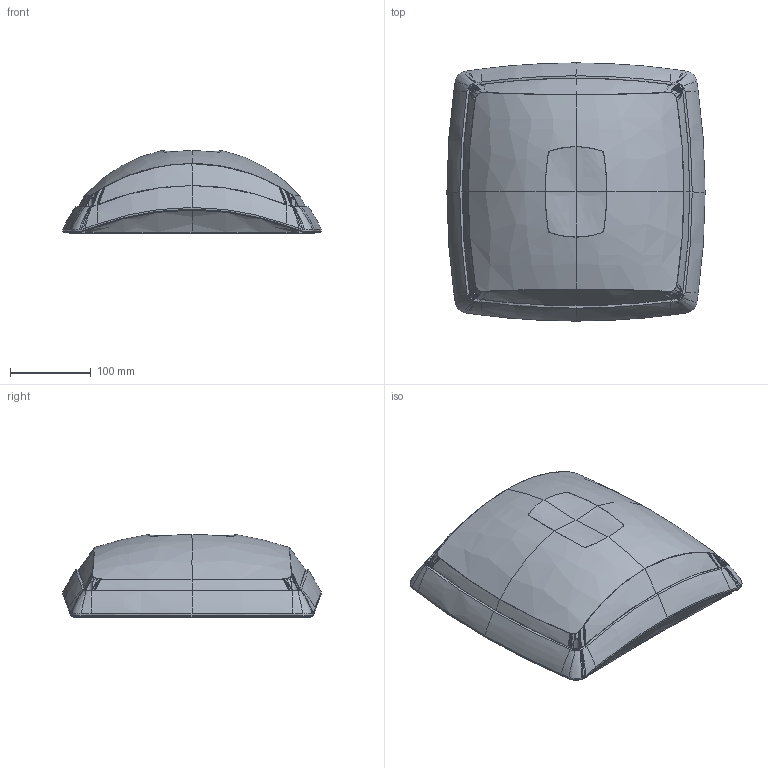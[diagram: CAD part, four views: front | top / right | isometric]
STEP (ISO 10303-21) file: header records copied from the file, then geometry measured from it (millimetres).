
FILE_DESCRIPTION(('CATIA V5 STEP'),'2;1');
FILE_NAME('C320.stp','2024-06-19T07:09:04+00:00',('none'),('none'),'CATIA Version 5 Release 19 SP 9 (IN-10)','CATIA V5 STEP AP203','none');
FILE_SCHEMA(('CONFIG_CONTROL_DESIGN'));
Products named in the file (1): C320 HF 
Assembly tree (15 placements, depth 2):
  C320 HF 
    #58
    #54830
    #117093  x2
    #117873
    #147531  x2
    #149641  x4
    #150950  x3
    #151848
Bounding box: 320 x 320 x 102.4 mm (x, y, z)
Volume: 765367.3 mm3; surface area: 660805.6 mm2
Topology: 15 solids, 15 shells, 3687 faces, 9060 edges, 5626 vertices
Faces by surface type: plane 1051, bspline 973, cone 821, torus 475, cylinder 353, revolution 8, sphere 6
Entity records: 152114 total; most frequent: CARTESIAN_POINT 85097, ORIENTED_EDGE 16528, DIRECTION 8449, EDGE_CURVE 8264, VERTEX_POINT 5161, AXIS2_PLACEMENT_3D 4188, B_SPLINE_CURVE_WITH_KNOTS 3751, EDGE_LOOP 3671
